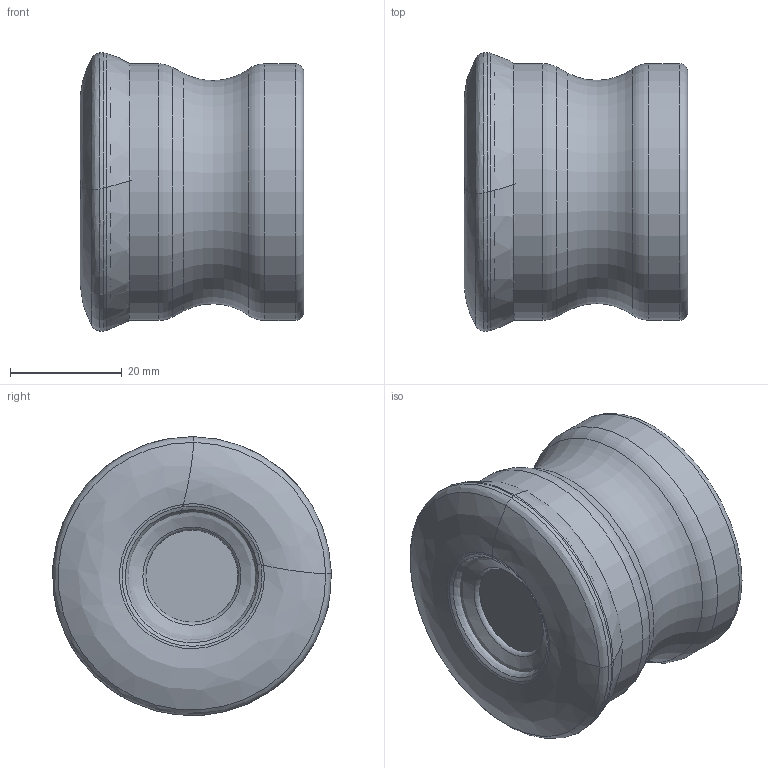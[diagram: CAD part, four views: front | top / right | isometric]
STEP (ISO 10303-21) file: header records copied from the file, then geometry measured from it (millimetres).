
FILE_DESCRIPTION(/* description */ (''),/* implementation_level */ '2;1');
FILE_NAME(/* name */ 'AHFM-BL1205-D050-A22-Z03-H.stp',/* time_stamp */ '2023-10-09T17:24:48+03:00',/* author */ (''),/* organization */ (''),/* preprocessor_version */ 'ST-DEVELOPER v19.4',/* originating_system */ 'SIEMENS PLM Software NX2306.5001',/* authorisation */ '');
FILE_SCHEMA (('AUTOMOTIVE_DESIGN { 1 0 10303 214 3 1 1 1 }'));
Length unit declared in the file: millimetre
Products named in the file (1): AHFM-BL1205-D050-A22-Z03-H-LIGHT_x_t_objects
Bounding box: 40.05 x 49.98 x 49.96 mm (x, y, z)
Volume: 74348.2 mm3; surface area: 13627 mm2
Topology: 2 solids, 2 shells, 39 faces, 74 edges, 38 vertices
Faces by surface type: bspline 24, torus 5, revolution 4, plane 3, cylinder 2, cone 1
Full cylindrical faces by diameter (mm): 46 x2
Entity records: 1402 total; most frequent: CARTESIAN_POINT 678, DIRECTION 152, ORIENTED_EDGE 124, AXIS2_PLACEMENT_3D 74, EDGE_CURVE 62, CIRCLE 62, EDGE_LOOP 52, ADVANCED_FACE 39
